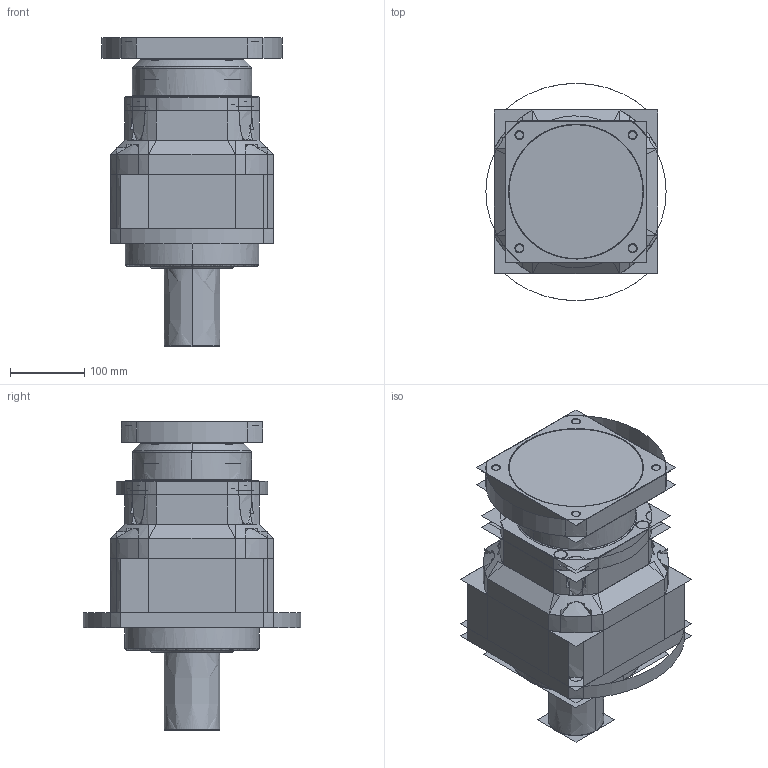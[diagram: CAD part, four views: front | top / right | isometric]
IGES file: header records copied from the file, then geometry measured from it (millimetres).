
Start section:  PTC IGES file: af2202-p0403600601.igs
Global section: file name: af2202-p0403600601.igs; native system: Pro/ENGINEER by Parametric Technology Corporation; preprocessor: 2006170; author: d00080; organization: Unknown; date: 20080919.154249; units: millimetre
Bounding box: 242 x 292 x 415 mm (x, y, z)
Surface area: 1903170.6 mm2 (no closed solid volume)
Topology: 0 solids, 0 shells, 980 faces, 6468 edges, 6440 vertices
Faces by surface type: bspline 980
